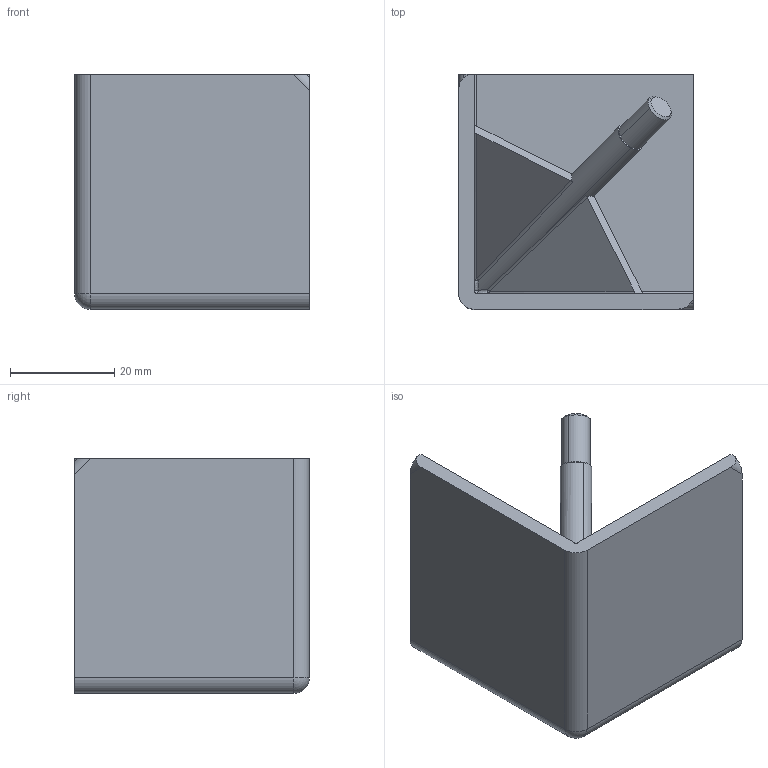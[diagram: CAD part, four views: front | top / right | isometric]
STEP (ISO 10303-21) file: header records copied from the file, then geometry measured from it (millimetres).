
FILE_DESCRIPTION((''),'2;1');
FILE_NAME('11172_POKROV_VOG_KOTNIKA_45X45','2022-09-16T14:35:17',('PredragRovcanin'),('Audax d.o.o.'),'CREO PARAMETRIC BY PTC INC, 2020281','CREO PARAMETRIC BY PTC INC, 2020281','');
FILE_SCHEMA(('AUTOMOTIVE_DESIGN { 1 0 10303 214 1 1 1 1 }'));
Length unit declared in the file: millimetre
Products named in the file (1): 11172_POKROV_VOG_KOTNIKA_45X45
Bounding box: 45 x 45 x 45 mm (x, y, z)
Surface area: 14765.6 mm2 (no closed solid volume)
Topology: 0 solids, 1 shells, 67 faces, 180 edges, 109 vertices
Faces by surface type: plane 23, cylinder 19, bspline 12, sphere 11, cone 2
Entity records: 4030 total; most frequent: CARTESIAN_POINT 1086, ORIENTED_EDGE 342, COLOUR_RGB 322, DIRECTION 257, PRESENTATION_STYLE_ASSIGNMENT 242, STYLED_ITEM 175, CURVE_STYLE 174, EDGE_CURVE 172
